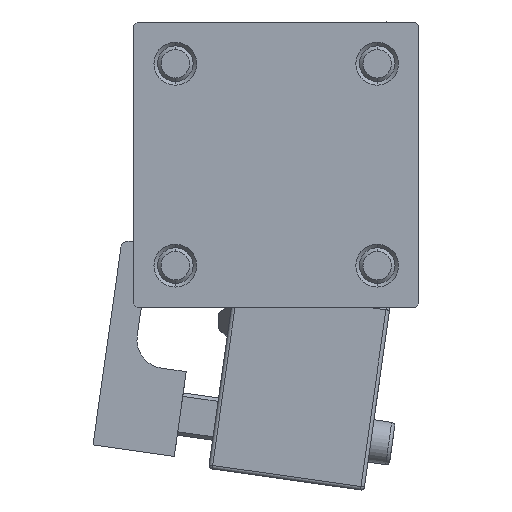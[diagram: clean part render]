
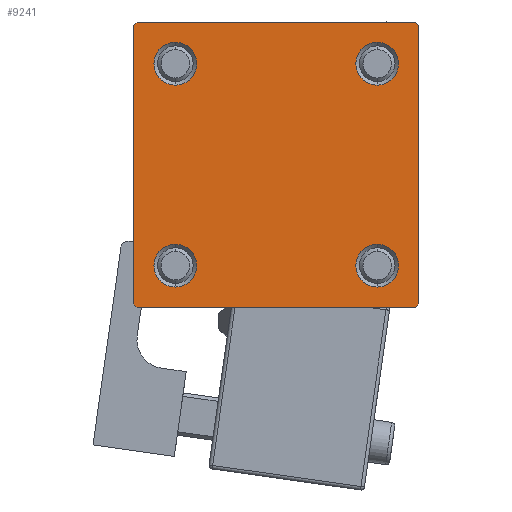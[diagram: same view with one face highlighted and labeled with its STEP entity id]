
A CAD part, left-side view. The second image highlights one B-rep face of the part: STEP entity #9241.
In plain terms, the highlighted planar face has unit normal (-1, 0, 0).
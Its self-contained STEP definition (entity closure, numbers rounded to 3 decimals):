
#303 = VERTEX_POINT ( 'NONE', #27810 ) ;
#1046 = EDGE_CURVE ( 'NONE', #2381, #43566, #45173, .T. ) ;
#1539 = VERTEX_POINT ( 'NONE', #44896 ) ;
#1559 = VERTEX_POINT ( 'NONE', #28558 ) ;
#1895 = CARTESIAN_POINT ( 'NONE',  ( 0., -14.15, 17.15 ) ) ;
#1943 = CARTESIAN_POINT ( 'NONE',  ( 0., 14.15, -17.15 ) ) ;
#2168 = CARTESIAN_POINT ( 'NONE',  ( 0., -14.15, -14.15 ) ) ;
#2381 = VERTEX_POINT ( 'NONE', #24556 ) ;
#2566 = VERTEX_POINT ( 'NONE', #23695 ) ;
#2603 = CIRCLE ( 'NONE', #26116, 3. ) ;
#3387 = CIRCLE ( 'NONE', #52111, 3. ) ;
#4678 = CARTESIAN_POINT ( 'NONE',  ( 0., 20., 19.5 ) ) ;
#4778 = DIRECTION ( 'NONE',  ( 0., 0., 1. ) ) ;
#4922 = CARTESIAN_POINT ( 'NONE',  ( 0., 20., -20. ) ) ;
#5726 = CARTESIAN_POINT ( 'NONE',  ( 0., 19.5, -20. ) ) ;
#5757 = ORIENTED_EDGE ( 'NONE', *, *, #35495, .T. ) ;
#6554 = LINE ( 'NONE', #44931, #50947 ) ;
#8050 = DIRECTION ( 'NONE',  ( 1., 0., 0. ) ) ;
#8068 = ORIENTED_EDGE ( 'NONE', *, *, #25085, .F. ) ;
#8977 = AXIS2_PLACEMENT_3D ( 'NONE', #28021, #27482, #44090 ) ;
#9241 = ADVANCED_FACE ( 'NONE', ( #12006, #25055, #49036, #32983, #49568 ), #11747, .T. ) ;
#9332 = DIRECTION ( 'NONE',  ( 0., 0., 1. ) ) ;
#9375 = ORIENTED_EDGE ( 'NONE', *, *, #31425, .T. ) ;
#9533 = AXIS2_PLACEMENT_3D ( 'NONE', #46635, #37941, #9332 ) ;
#9650 = EDGE_CURVE ( 'NONE', #43566, #2381, #26057, .T. ) ;
#10683 = VERTEX_POINT ( 'NONE', #4678 ) ;
#10854 = DIRECTION ( 'NONE',  ( 1., 0., 0. ) ) ;
#11747 = PLANE ( 'NONE',  #32143 ) ;
#11869 = VERTEX_POINT ( 'NONE', #1895 ) ;
#11977 = DIRECTION ( 'NONE',  ( 0., 0., -1. ) ) ;
#12006 = FACE_BOUND ( 'NONE', #21029, .T. ) ;
#12344 = EDGE_LOOP ( 'NONE', ( #9375, #49577, #5757, #49104, #28423, #47412, #8068, #31984 ) ) ;
#12961 = CIRCLE ( 'NONE', #37305, 3. ) ;
#13214 = CARTESIAN_POINT ( 'NONE',  ( 0., 14.15, -14.15 ) ) ;
#13598 = VERTEX_POINT ( 'NONE', #1943 ) ;
#13653 = ORIENTED_EDGE ( 'NONE', *, *, #22036, .T. ) ;
#13800 = EDGE_CURVE ( 'NONE', #2566, #47668, #40083, .T. ) ;
#13804 = DIRECTION ( 'NONE',  ( 0., -0.707, 0.707 ) ) ;
#14465 = CARTESIAN_POINT ( 'NONE',  ( 0., -20., 19.5 ) ) ;
#15204 = CARTESIAN_POINT ( 'NONE',  ( 0., -14.15, 14.15 ) ) ;
#15987 = LINE ( 'NONE', #48661, #47161 ) ;
#16163 = VERTEX_POINT ( 'NONE', #14465 ) ;
#16595 = CARTESIAN_POINT ( 'NONE',  ( 0., 20., 20. ) ) ;
#17014 = DIRECTION ( 'NONE',  ( 0., 0., 1. ) ) ;
#17365 = CARTESIAN_POINT ( 'NONE',  ( 0., -14.15, -11.15 ) ) ;
#17461 = CARTESIAN_POINT ( 'NONE',  ( 0., 14.15, -14.15 ) ) ;
#17467 = DIRECTION ( 'NONE',  ( 0., -1., 0. ) ) ;
#18339 = ORIENTED_EDGE ( 'NONE', *, *, #41447, .T. ) ;
#18955 = CARTESIAN_POINT ( 'NONE',  ( 0., -19.75, -19.75 ) ) ;
#19278 = EDGE_CURVE ( 'NONE', #303, #10683, #15987, .T. ) ;
#19650 = VECTOR ( 'NONE', #11977, 1000. ) ;
#19732 = CARTESIAN_POINT ( 'NONE',  ( 0., 20., 20. ) ) ;
#20609 = AXIS2_PLACEMENT_3D ( 'NONE', #15204, #10854, #23636 ) ;
#20664 = EDGE_LOOP ( 'NONE', ( #30826, #52363 ) ) ;
#20719 = DIRECTION ( 'NONE',  ( 0., 0., 1. ) ) ;
#21029 = EDGE_LOOP ( 'NONE', ( #13653, #18339 ) ) ;
#21817 = DIRECTION ( 'NONE',  ( 1., 0., 0. ) ) ;
#21949 = CARTESIAN_POINT ( 'NONE',  ( 0., -14.15, -14.15 ) ) ;
#22036 = EDGE_CURVE ( 'NONE', #11869, #44981, #48962, .T. ) ;
#22219 = VERTEX_POINT ( 'NONE', #17365 ) ;
#22450 = DIRECTION ( 'NONE',  ( 0., 0.707, 0.707 ) ) ;
#22509 = LINE ( 'NONE', #18955, #42211 ) ;
#22694 = CARTESIAN_POINT ( 'NONE',  ( 0., -14.15, 11.15 ) ) ;
#23636 = DIRECTION ( 'NONE',  ( 0., 0., 1. ) ) ;
#23695 = CARTESIAN_POINT ( 'NONE',  ( 0., 20., -19.5 ) ) ;
#24152 = DIRECTION ( 'NONE',  ( 0., 0.707, -0.707 ) ) ;
#24257 = CARTESIAN_POINT ( 'NONE',  ( 0., 0., 0. ) ) ;
#24277 = VERTEX_POINT ( 'NONE', #38233 ) ;
#24556 = CARTESIAN_POINT ( 'NONE',  ( 0., 14.15, 17.15 ) ) ;
#24730 = CARTESIAN_POINT ( 'NONE',  ( 0., 14.15, 14.15 ) ) ;
#25055 = FACE_BOUND ( 'NONE', #33229, .T. ) ;
#25085 = EDGE_CURVE ( 'NONE', #303, #1559, #27177, .T. ) ;
#25867 = DIRECTION ( 'NONE',  ( 0., -0.707, -0.707 ) ) ;
#26057 = CIRCLE ( 'NONE', #52168, 3. ) ;
#26116 = AXIS2_PLACEMENT_3D ( 'NONE', #13214, #8050, #17014 ) ;
#27177 = LINE ( 'NONE', #19732, #49074 ) ;
#27482 = DIRECTION ( 'NONE',  ( 1., 0., 0. ) ) ;
#27810 = CARTESIAN_POINT ( 'NONE',  ( 0., 19.5, 20. ) ) ;
#28021 = CARTESIAN_POINT ( 'NONE',  ( 0., -14.15, 14.15 ) ) ;
#28027 = DIRECTION ( 'NONE',  ( 1., 0., 0. ) ) ;
#28423 = ORIENTED_EDGE ( 'NONE', *, *, #31261, .F. ) ;
#28558 = CARTESIAN_POINT ( 'NONE',  ( 0., -19.5, 20. ) ) ;
#28967 = CARTESIAN_POINT ( 'NONE',  ( 0., -14.15, -17.15 ) ) ;
#29412 = CARTESIAN_POINT ( 'NONE',  ( 0., 19.75, -19.75 ) ) ;
#30826 = ORIENTED_EDGE ( 'NONE', *, *, #1046, .T. ) ;
#31261 = EDGE_CURVE ( 'NONE', #16163, #24277, #6554, .T. ) ;
#31425 = EDGE_CURVE ( 'NONE', #10683, #2566, #45729, .T. ) ;
#31485 = VECTOR ( 'NONE', #25867, 1000. ) ;
#31721 = ORIENTED_EDGE ( 'NONE', *, *, #48375, .T. ) ;
#31768 = VERTEX_POINT ( 'NONE', #45871 ) ;
#31984 = ORIENTED_EDGE ( 'NONE', *, *, #19278, .T. ) ;
#32143 = AXIS2_PLACEMENT_3D ( 'NONE', #24257, #49302, #45754 ) ;
#32234 = VECTOR ( 'NONE', #22450, 1000. ) ;
#32629 = VECTOR ( 'NONE', #17467, 1000. ) ;
#32983 = FACE_BOUND ( 'NONE', #20664, .T. ) ;
#33229 = EDGE_LOOP ( 'NONE', ( #31721, #42328 ) ) ;
#33346 = ORIENTED_EDGE ( 'NONE', *, *, #51135, .T. ) ;
#35495 = EDGE_CURVE ( 'NONE', #47668, #31768, #50954, .T. ) ;
#36719 = EDGE_CURVE ( 'NONE', #31768, #24277, #22509, .T. ) ;
#37305 = AXIS2_PLACEMENT_3D ( 'NONE', #21949, #46187, #4778 ) ;
#37941 = DIRECTION ( 'NONE',  ( 1., 0., 0. ) ) ;
#38233 = CARTESIAN_POINT ( 'NONE',  ( 0., -20., -19.5 ) ) ;
#40083 = LINE ( 'NONE', #29412, #31485 ) ;
#40347 = EDGE_CURVE ( 'NONE', #47339, #22219, #43220, .T. ) ;
#41447 = EDGE_CURVE ( 'NONE', #44981, #11869, #44109, .T. ) ;
#41837 = CARTESIAN_POINT ( 'NONE',  ( 0., 14.15, 11.15 ) ) ;
#42211 = VECTOR ( 'NONE', #13804, 1000. ) ;
#42328 = ORIENTED_EDGE ( 'NONE', *, *, #40347, .T. ) ;
#43220 = CIRCLE ( 'NONE', #45803, 3. ) ;
#43566 = VERTEX_POINT ( 'NONE', #41837 ) ;
#44090 = DIRECTION ( 'NONE',  ( 0., 0., 1. ) ) ;
#44109 = CIRCLE ( 'NONE', #20609, 3. ) ;
#44667 = DIRECTION ( 'NONE',  ( 0., 0., -1. ) ) ;
#44896 = CARTESIAN_POINT ( 'NONE',  ( 0., 14.15, -11.15 ) ) ;
#44931 = CARTESIAN_POINT ( 'NONE',  ( 0., -20., 20. ) ) ;
#44981 = VERTEX_POINT ( 'NONE', #22694 ) ;
#45173 = CIRCLE ( 'NONE', #9533, 3. ) ;
#45309 = EDGE_CURVE ( 'NONE', #13598, #1539, #3387, .T. ) ;
#45729 = LINE ( 'NONE', #16595, #19650 ) ;
#45754 = DIRECTION ( 'NONE',  ( 0., 0., 1. ) ) ;
#45803 = AXIS2_PLACEMENT_3D ( 'NONE', #2168, #47659, #51495 ) ;
#45871 = CARTESIAN_POINT ( 'NONE',  ( 0., -19.5, -20. ) ) ;
#46187 = DIRECTION ( 'NONE',  ( 1., 0., 0. ) ) ;
#46635 = CARTESIAN_POINT ( 'NONE',  ( 0., 14.15, 14.15 ) ) ;
#47161 = VECTOR ( 'NONE', #24152, 1000. ) ;
#47339 = VERTEX_POINT ( 'NONE', #28967 ) ;
#47412 = ORIENTED_EDGE ( 'NONE', *, *, #51290, .T. ) ;
#47503 = LINE ( 'NONE', #51324, #32234 ) ;
#47659 = DIRECTION ( 'NONE',  ( 1., 0., 0. ) ) ;
#47668 = VERTEX_POINT ( 'NONE', #5726 ) ;
#47787 = ORIENTED_EDGE ( 'NONE', *, *, #45309, .T. ) ;
#48375 = EDGE_CURVE ( 'NONE', #22219, #47339, #12961, .T. ) ;
#48661 = CARTESIAN_POINT ( 'NONE',  ( 0., 19.75, 19.75 ) ) ;
#48867 = DIRECTION ( 'NONE',  ( 0., -1., 0. ) ) ;
#48962 = CIRCLE ( 'NONE', #8977, 3. ) ;
#49036 = FACE_BOUND ( 'NONE', #49288, .T. ) ;
#49074 = VECTOR ( 'NONE', #48867, 1000. ) ;
#49104 = ORIENTED_EDGE ( 'NONE', *, *, #36719, .T. ) ;
#49288 = EDGE_LOOP ( 'NONE', ( #33346, #47787 ) ) ;
#49302 = DIRECTION ( 'NONE',  ( -1., 0., 0. ) ) ;
#49568 = FACE_OUTER_BOUND ( 'NONE', #12344, .T. ) ;
#49577 = ORIENTED_EDGE ( 'NONE', *, *, #13800, .T. ) ;
#49781 = DIRECTION ( 'NONE',  ( 0., 0., 1. ) ) ;
#50947 = VECTOR ( 'NONE', #44667, 1000. ) ;
#50954 = LINE ( 'NONE', #4922, #32629 ) ;
#51135 = EDGE_CURVE ( 'NONE', #1539, #13598, #2603, .T. ) ;
#51290 = EDGE_CURVE ( 'NONE', #16163, #1559, #47503, .T. ) ;
#51324 = CARTESIAN_POINT ( 'NONE',  ( 0., -19.75, 19.75 ) ) ;
#51495 = DIRECTION ( 'NONE',  ( 0., 0., 1. ) ) ;
#52111 = AXIS2_PLACEMENT_3D ( 'NONE', #17461, #21817, #20719 ) ;
#52168 = AXIS2_PLACEMENT_3D ( 'NONE', #24730, #28027, #49781 ) ;
#52363 = ORIENTED_EDGE ( 'NONE', *, *, #9650, .T. ) ;
